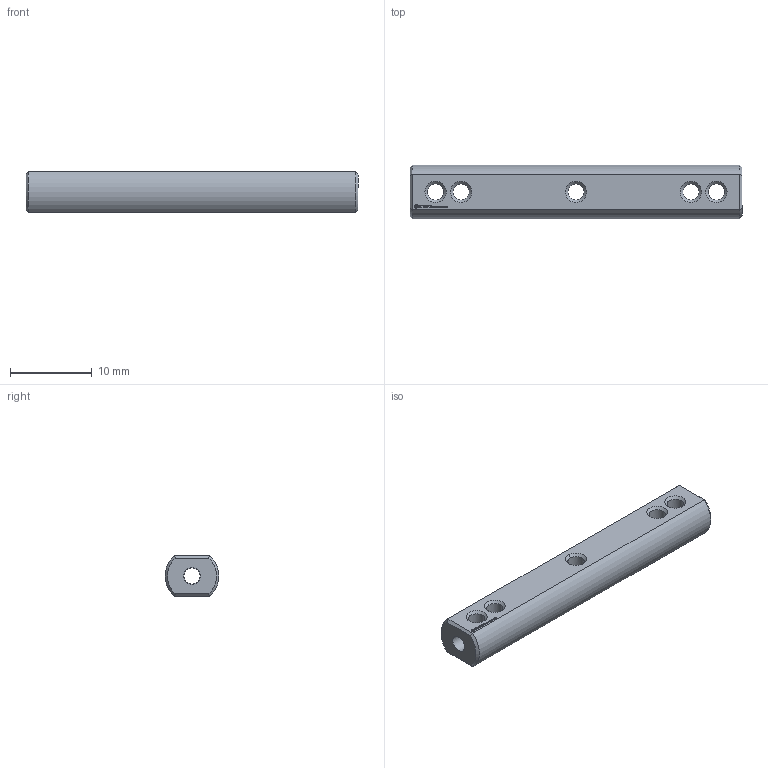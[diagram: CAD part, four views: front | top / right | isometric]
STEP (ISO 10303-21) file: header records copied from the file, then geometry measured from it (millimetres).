
FILE_DESCRIPTION(('FreeCAD Model'),'2;1');
FILE_NAME('Open CASCADE Shape Model','2024-02-04T22:11:54',(''),(''), 'Open CASCADE STEP processor 7.6','FreeCAD','Unknown');
FILE_SCHEMA(('AUTOMOTIVE_DESIGN { 1 0 10303 214 1 1 1 1 }'));
Length unit declared in the file: millimetre
Products named in the file (1): Shaft PLN BU03.25 - SPN-SFT-0013 (stemfie.org)
Bounding box: 40.62 x 6.6 x 5 mm (x, y, z)
Volume: 1013.8 mm3; surface area: 1148.5 mm2
Topology: 1 solids, 1 shells, 512 faces, 1443 edges, 953 vertices
Faces by surface type: plane 314, extrusion 164, cylinder 18, cone 16
Full cylindrical faces by diameter (mm): 2 x16
Entity records: 36247 total; most frequent: CARTESIAN_POINT 8213, DIRECTION 4518, VECTOR 3634, LINE 3470, ORIENTED_EDGE 2886, PCURVE 2886, DEFINITIONAL_REPRESENTATION 2886, EDGE_CURVE 1443
